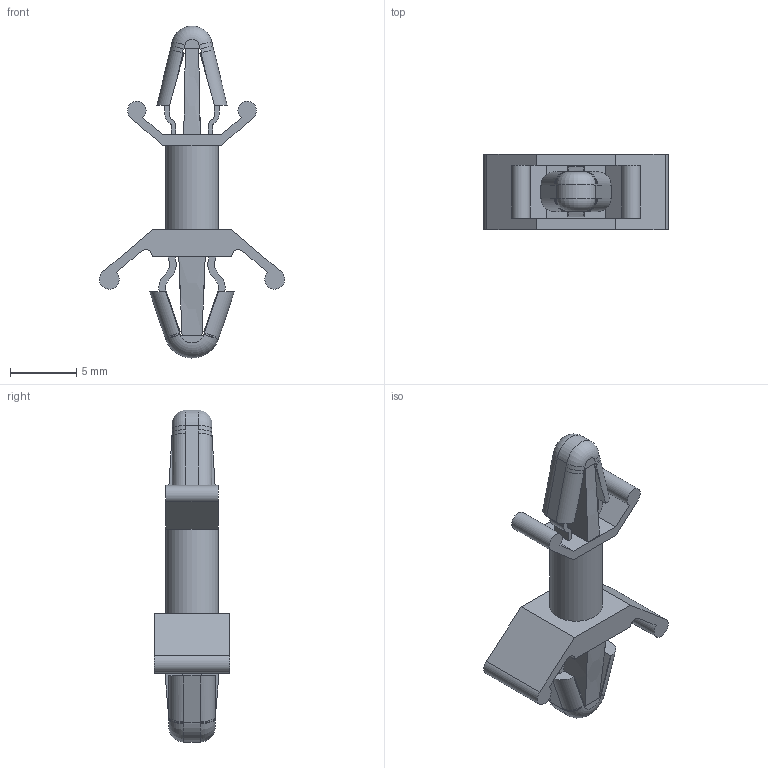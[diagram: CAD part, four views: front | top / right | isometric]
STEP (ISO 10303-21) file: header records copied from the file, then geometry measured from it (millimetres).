
FILE_DESCRIPTION(/* description */ ('Unknown'),/* implementation_level */ '2;1');
FILE_NAME(/* name */ '709616800',/* time_stamp */ '2019-01-15T09:54:49+01:00',/* author */ ('Unknown'),/* organization */ ('Unknown'),/* preprocessor_version */ 'ST-DEVELOPER v16.7',/* originating_system */ 'DEX',/* authorisation */ $);
FILE_SCHEMA (('AUTOMOTIVE_DESIGN {1 0 10303 214 3 1 1}'));
Length unit declared in the file: millimetre
Products named in the file (1): 709616800
Bounding box: 14 x 5.7 x 25.1 mm (x, y, z)
Volume: 390.9 mm3; surface area: 757.2 mm2
Topology: 1 solids, 1 shells, 122 faces, 321 edges, 200 vertices
Faces by surface type: plane 57, cylinder 41, bspline 20, torus 4
Full cylindrical faces by diameter (mm): 4 x1
Entity records: 3992 total; most frequent: CARTESIAN_POINT 965, ORIENTED_EDGE 638, DIRECTION 624, EDGE_CURVE 319, AXIS2_PLACEMENT_3D 222, VERTEX_POINT 199, LINE 180, VECTOR 180
